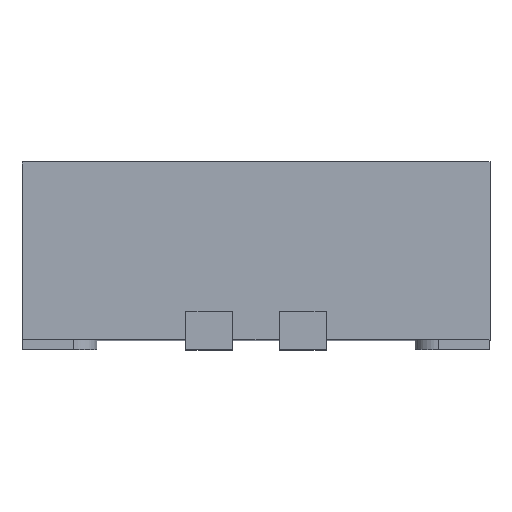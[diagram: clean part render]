
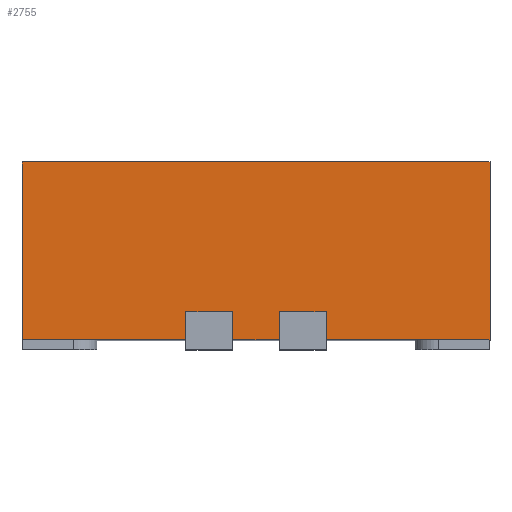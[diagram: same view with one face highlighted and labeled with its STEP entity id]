
A CAD part, top view. The second image highlights one B-rep face of the part: STEP entity #2755.
In plain terms, the highlighted planar face has unit normal (0, 0, 1).
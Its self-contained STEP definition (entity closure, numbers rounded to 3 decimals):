
#41 = ORIENTED_EDGE ( 'NONE', *, *, #3878, .T. ) ;
#56 = CARTESIAN_POINT ( 'NONE',  ( 0.125, 0.2, 1.25 ) ) ;
#85 = CARTESIAN_POINT ( 'NONE',  ( -0.375, 0.2, 1.25 ) ) ;
#94 = CARTESIAN_POINT ( 'NONE',  ( 1.25, 0.05, 1.25 ) ) ;
#125 = EDGE_CURVE ( 'NONE', #2753, #1909, #4049, .T. ) ;
#160 = VECTOR ( 'NONE', #3147, 1000. ) ;
#179 = VERTEX_POINT ( 'NONE', #2087 ) ;
#243 = LINE ( 'NONE', #2497, #2278 ) ;
#303 = EDGE_CURVE ( 'NONE', #1515, #1010, #1884, .T. ) ;
#317 = VECTOR ( 'NONE', #890, 1000. ) ;
#320 = CARTESIAN_POINT ( 'NONE',  ( -0.375, 0.05, 1.25 ) ) ;
#328 = ORIENTED_EDGE ( 'NONE', *, *, #303, .T. ) ;
#474 = VERTEX_POINT ( 'NONE', #3959 ) ;
#568 = CARTESIAN_POINT ( 'NONE',  ( 0.375, 0.2, 1.25 ) ) ;
#581 = VECTOR ( 'NONE', #4044, 1000. ) ;
#598 = VECTOR ( 'NONE', #3473, 1000. ) ;
#668 = VECTOR ( 'NONE', #3747, 1000. ) ;
#682 = VERTEX_POINT ( 'NONE', #320 ) ;
#796 = ORIENTED_EDGE ( 'NONE', *, *, #2537, .T. ) ;
#853 = CARTESIAN_POINT ( 'NONE',  ( -1.25, 5.536, 1.25 ) ) ;
#890 = DIRECTION ( 'NONE',  ( 0., -1., 0. ) ) ;
#908 = LINE ( 'NONE', #568, #2156 ) ;
#942 = LINE ( 'NONE', #3181, #2031 ) ;
#977 = EDGE_CURVE ( 'NONE', #2753, #3386, #3115, .T. ) ;
#1010 = VERTEX_POINT ( 'NONE', #3542 ) ;
#1046 = ORIENTED_EDGE ( 'NONE', *, *, #1767, .T. ) ;
#1121 = DIRECTION ( 'NONE',  ( 1., 0., 0. ) ) ;
#1144 = CARTESIAN_POINT ( 'NONE',  ( 1.25, 1., 1.25 ) ) ;
#1174 = DIRECTION ( 'NONE',  ( 1., 0., 0. ) ) ;
#1179 = DIRECTION ( 'NONE',  ( 1., 0., 0. ) ) ;
#1220 = CARTESIAN_POINT ( 'NONE',  ( -0.125, 0.05, 1.25 ) ) ;
#1287 = PLANE ( 'NONE',  #1828 ) ;
#1308 = CARTESIAN_POINT ( 'NONE',  ( 1.25, 5.536, 1.25 ) ) ;
#1424 = VECTOR ( 'NONE', #2316, 1000. ) ;
#1437 = ORIENTED_EDGE ( 'NONE', *, *, #3880, .F. ) ;
#1459 = VERTEX_POINT ( 'NONE', #3884 ) ;
#1476 = VERTEX_POINT ( 'NONE', #4176 ) ;
#1515 = VERTEX_POINT ( 'NONE', #4220 ) ;
#1531 = EDGE_CURVE ( 'NONE', #1515, #682, #3723, .T. ) ;
#1554 = VECTOR ( 'NONE', #3522, 1000. ) ;
#1613 = CARTESIAN_POINT ( 'NONE',  ( 0.125, 0.2, 1.25 ) ) ;
#1631 = EDGE_LOOP ( 'NONE', ( #41, #1046, #3218, #2328, #4127, #1926, #3481, #328, #2620, #4146, #1437, #796 ) ) ;
#1644 = CARTESIAN_POINT ( 'NONE',  ( 1.25, 0.05, 1.25 ) ) ;
#1767 = EDGE_CURVE ( 'NONE', #1476, #474, #243, .T. ) ;
#1779 = VERTEX_POINT ( 'NONE', #1220 ) ;
#1828 = AXIS2_PLACEMENT_3D ( 'NONE', #1308, #2607, #2587 ) ;
#1884 = LINE ( 'NONE', #2207, #160 ) ;
#1894 = CARTESIAN_POINT ( 'NONE',  ( -1.25, 0.05, 1.25 ) ) ;
#1909 = VERTEX_POINT ( 'NONE', #3378 ) ;
#1926 = ORIENTED_EDGE ( 'NONE', *, *, #3566, .T. ) ;
#2001 = LINE ( 'NONE', #94, #1424 ) ;
#2031 = VECTOR ( 'NONE', #2879, 1000. ) ;
#2087 = CARTESIAN_POINT ( 'NONE',  ( 0.125, 0.05, 1.25 ) ) ;
#2156 = VECTOR ( 'NONE', #1179, 1000. ) ;
#2207 = CARTESIAN_POINT ( 'NONE',  ( -0.125, 0.2, 1.25 ) ) ;
#2278 = VECTOR ( 'NONE', #1174, 1000. ) ;
#2316 = DIRECTION ( 'NONE',  ( 1., 0., 0. ) ) ;
#2328 = ORIENTED_EDGE ( 'NONE', *, *, #125, .F. ) ;
#2410 = EDGE_CURVE ( 'NONE', #1909, #474, #2762, .T. ) ;
#2497 = CARTESIAN_POINT ( 'NONE',  ( 1.25, 0.05, 1.25 ) ) ;
#2537 = EDGE_CURVE ( 'NONE', #3189, #1459, #908, .T. ) ;
#2548 = CARTESIAN_POINT ( 'NONE',  ( 0.375, 0.2, 1.25 ) ) ;
#2587 = DIRECTION ( 'NONE',  ( -1., 0., 0. ) ) ;
#2607 = DIRECTION ( 'NONE',  ( 0., 0., -1. ) ) ;
#2620 = ORIENTED_EDGE ( 'NONE', *, *, #3052, .T. ) ;
#2753 = VERTEX_POINT ( 'NONE', #3995 ) ;
#2755 = ADVANCED_FACE ( 'NONE', ( #3679 ), #1287, .F. ) ;
#2762 = LINE ( 'NONE', #3686, #668 ) ;
#2879 = DIRECTION ( 'NONE',  ( 0., -1., 0. ) ) ;
#2991 = EDGE_CURVE ( 'NONE', #1779, #179, #3544, .T. ) ;
#3052 = EDGE_CURVE ( 'NONE', #1010, #1779, #942, .T. ) ;
#3115 = LINE ( 'NONE', #853, #3714 ) ;
#3137 = DIRECTION ( 'NONE',  ( 0., -1., 0. ) ) ;
#3147 = DIRECTION ( 'NONE',  ( 1., 0., 0. ) ) ;
#3149 = LINE ( 'NONE', #2548, #317 ) ;
#3181 = CARTESIAN_POINT ( 'NONE',  ( -0.125, 0.2, 1.25 ) ) ;
#3189 = VERTEX_POINT ( 'NONE', #56 ) ;
#3218 = ORIENTED_EDGE ( 'NONE', *, *, #2410, .F. ) ;
#3231 = LINE ( 'NONE', #1613, #598 ) ;
#3378 = CARTESIAN_POINT ( 'NONE',  ( 1.25, 1., 1.25 ) ) ;
#3386 = VERTEX_POINT ( 'NONE', #1894 ) ;
#3473 = DIRECTION ( 'NONE',  ( 0., -1., 0. ) ) ;
#3481 = ORIENTED_EDGE ( 'NONE', *, *, #1531, .F. ) ;
#3496 = VECTOR ( 'NONE', #1121, 1000. ) ;
#3522 = DIRECTION ( 'NONE',  ( 1., 0., 0. ) ) ;
#3542 = CARTESIAN_POINT ( 'NONE',  ( -0.125, 0.2, 1.25 ) ) ;
#3544 = LINE ( 'NONE', #1644, #1554 ) ;
#3566 = EDGE_CURVE ( 'NONE', #3386, #682, #2001, .T. ) ;
#3679 = FACE_OUTER_BOUND ( 'NONE', #1631, .T. ) ;
#3686 = CARTESIAN_POINT ( 'NONE',  ( 1.25, 5.536, 1.25 ) ) ;
#3714 = VECTOR ( 'NONE', #3137, 1000. ) ;
#3723 = LINE ( 'NONE', #85, #581 ) ;
#3747 = DIRECTION ( 'NONE',  ( 0., -1., 0. ) ) ;
#3878 = EDGE_CURVE ( 'NONE', #1459, #1476, #3149, .T. ) ;
#3880 = EDGE_CURVE ( 'NONE', #3189, #179, #3231, .T. ) ;
#3884 = CARTESIAN_POINT ( 'NONE',  ( 0.375, 0.2, 1.25 ) ) ;
#3959 = CARTESIAN_POINT ( 'NONE',  ( 1.25, 0.05, 1.25 ) ) ;
#3995 = CARTESIAN_POINT ( 'NONE',  ( -1.25, 1., 1.25 ) ) ;
#4044 = DIRECTION ( 'NONE',  ( 0., -1., 0. ) ) ;
#4049 = LINE ( 'NONE', #1144, #3496 ) ;
#4127 = ORIENTED_EDGE ( 'NONE', *, *, #977, .T. ) ;
#4146 = ORIENTED_EDGE ( 'NONE', *, *, #2991, .T. ) ;
#4176 = CARTESIAN_POINT ( 'NONE',  ( 0.375, 0.05, 1.25 ) ) ;
#4220 = CARTESIAN_POINT ( 'NONE',  ( -0.375, 0.2, 1.25 ) ) ;
